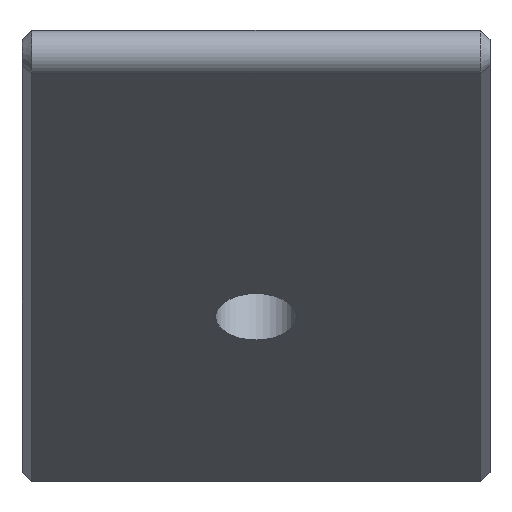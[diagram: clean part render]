
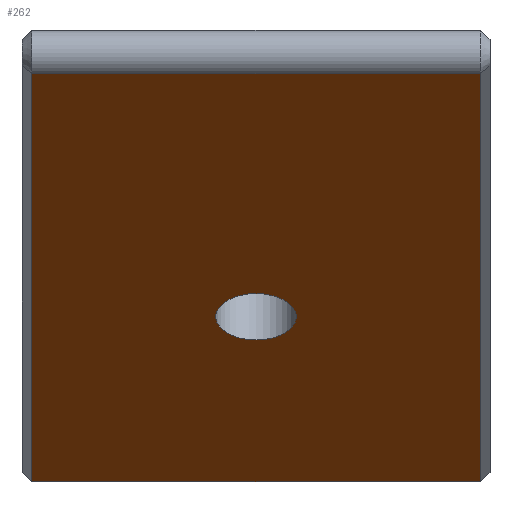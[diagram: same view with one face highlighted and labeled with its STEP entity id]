
A CAD part, front view. The second image highlights one B-rep face of the part: STEP entity #262.
In plain terms, the highlighted planar face has unit normal (0, -0.574, -0.819).
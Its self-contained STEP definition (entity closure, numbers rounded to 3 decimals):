
#81 = VERTEX_POINT('',#82);
#82 = CARTESIAN_POINT('',(-11.047,-30.732,6.874
    ));
#89 = EDGE_CURVE('',#81,#90,#92,.T.);
#90 = VERTEX_POINT('',#91);
#91 = CARTESIAN_POINT('',(7.853,-30.732,6.874)
  );
#92 = LINE('',#93,#94);
#93 = CARTESIAN_POINT('',(-11.447,-30.732,6.874
    ));
#94 = VECTOR('',#95,1.);
#95 = DIRECTION('',(1.,0.,0.));
#262 = ADVANCED_FACE('',(#263,#288),#299,.T.);
#263 = FACE_BOUND('',#264,.T.);
#264 = EDGE_LOOP('',(#265,#266,#274,#282));
#265 = ORIENTED_EDGE('',*,*,#89,.F.);
#266 = ORIENTED_EDGE('',*,*,#267,.F.);
#267 = EDGE_CURVE('',#268,#81,#270,.T.);
#268 = VERTEX_POINT('',#269);
#269 = CARTESIAN_POINT('',(-11.047,-6.195,
    -10.307));
#270 = LINE('',#271,#272);
#271 = CARTESIAN_POINT('',(-11.047,-6.195,
    -10.307));
#272 = VECTOR('',#273,1.);
#273 = DIRECTION('',(0.,-0.819,0.574));
#274 = ORIENTED_EDGE('',*,*,#275,.F.);
#275 = EDGE_CURVE('',#276,#268,#278,.T.);
#276 = VERTEX_POINT('',#277);
#277 = CARTESIAN_POINT('',(7.853,-6.195,
    -10.307));
#278 = LINE('',#279,#280);
#279 = CARTESIAN_POINT('',(8.253,-6.195,
    -10.307));
#280 = VECTOR('',#281,1.);
#281 = DIRECTION('',(-1.,0.,0.));
#282 = ORIENTED_EDGE('',*,*,#283,.T.);
#283 = EDGE_CURVE('',#276,#90,#284,.T.);
#284 = LINE('',#285,#286);
#285 = CARTESIAN_POINT('',(7.853,-6.195,
    -10.307));
#286 = VECTOR('',#287,1.);
#287 = DIRECTION('',(0.,-0.819,0.574));
#288 = FACE_BOUND('',#289,.T.);
#289 = EDGE_LOOP('',(#290));
#290 = ORIENTED_EDGE('',*,*,#291,.F.);
#291 = EDGE_CURVE('',#292,#292,#294,.T.);
#292 = VERTEX_POINT('',#293);
#293 = CARTESIAN_POINT('',(0.103,-16.107,
    -3.366));
#294 = CIRCLE('',#295,1.7);
#295 = AXIS2_PLACEMENT_3D('',#296,#297,#298);
#296 = CARTESIAN_POINT('',(-1.597,-16.107,
    -3.366));
#297 = DIRECTION('',(0.,-0.574,-0.819));
#298 = DIRECTION('',(1.,0.,0.));
#299 = PLANE('',#300);
#300 = AXIS2_PLACEMENT_3D('',#301,#302,#303);
#301 = CARTESIAN_POINT('',(-1.597,-19.763,
    -0.807));
#302 = DIRECTION('',(0.,-0.574,-0.819)
  );
#303 = DIRECTION('',(0.,-0.819,0.574));
